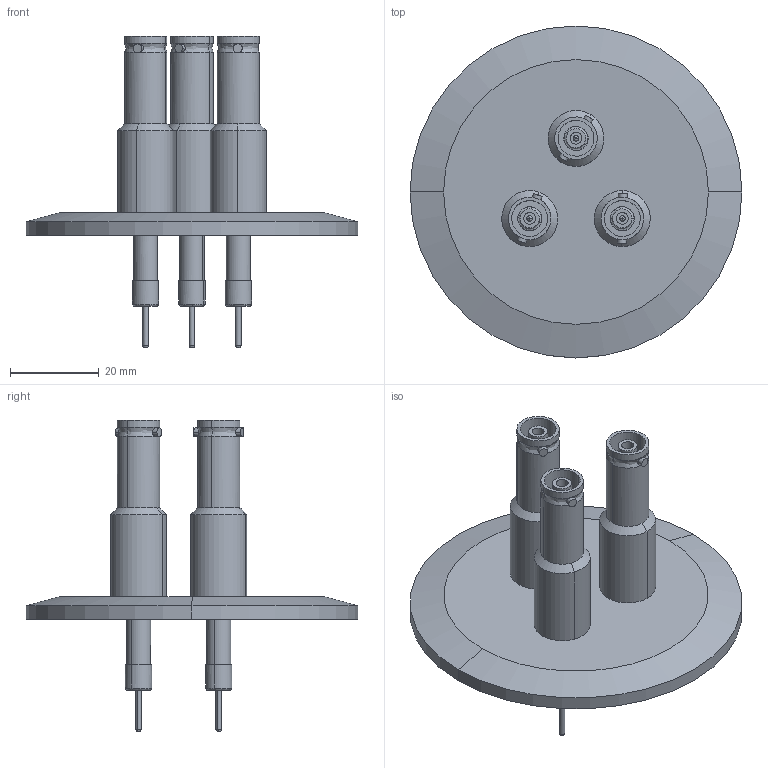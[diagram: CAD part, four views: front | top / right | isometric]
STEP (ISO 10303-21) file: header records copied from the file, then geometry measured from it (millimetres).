
FILE_DESCRIPTION (( 'STEP AP203' ), '1' );
FILE_NAME ('A1603-4-QF.STEP', '2013-08-29T12:23:31', ( '' ), ( '' ), 'SwSTEP 2.0', 'SolidWorks 2012', '' );
FILE_SCHEMA (( 'CONFIG_CONTROL_DESIGN' ));
Length unit declared in the file: inch
Products named in the file (1): A1603-4-QF
Bounding box: 74.93 x 74.93 x 70.38 mm (x, y, z)
Volume: 26638.3 mm3; surface area: 23387.8 mm2
Topology: 1 solids, 7 shells, 261 faces, 592 edges, 386 vertices
Faces by surface type: cylinder 132, plane 61, bspline 42, cone 26
Entity records: 8423 total; most frequent: CARTESIAN_POINT 2350, DIRECTION 1370, ORIENTED_EDGE 1184, AXIS2_PLACEMENT_3D 606, EDGE_CURVE 592, CIRCLE 386, VERTEX_POINT 386, EDGE_LOOP 314
